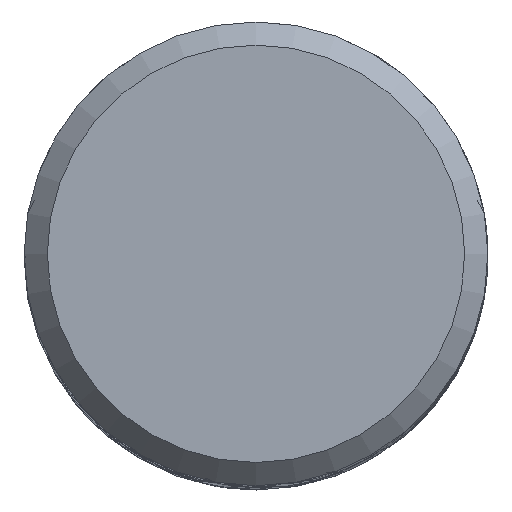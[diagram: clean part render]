
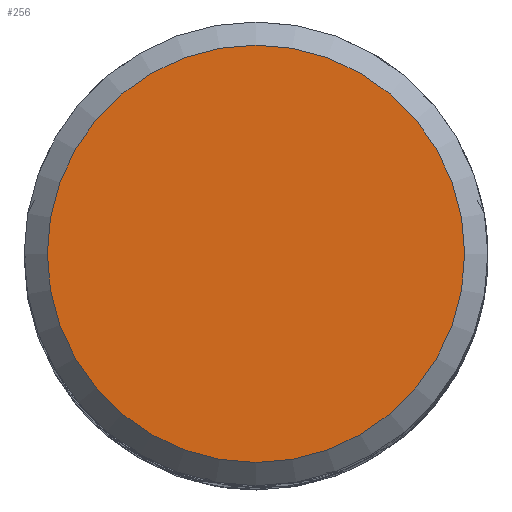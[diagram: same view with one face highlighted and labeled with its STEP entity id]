
A CAD part, top view. The second image highlights one B-rep face of the part: STEP entity #256.
In plain terms, the highlighted planar face has unit normal (0, 0, 1).
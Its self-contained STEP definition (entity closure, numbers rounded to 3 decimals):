
#216 = VERTEX_POINT('', #217);
#217 = CARTESIAN_POINT('', (-3.6, 0., 0.));
#223 = EDGE_CURVE('', #216, #216, #224, .T.);
#224 = CIRCLE('', #225, 3.6);
#225 = AXIS2_PLACEMENT_3D('', #226, #227, #228);
#226 = CARTESIAN_POINT('', (0., 0., 0.));
#227 = DIRECTION('', (0., 0., -1.));
#228 = DIRECTION('', (-1., 0., 0.));
#256 = ADVANCED_FACE('', (#257), #260, .T.);
#257 = FACE_OUTER_BOUND('', #258, .T.);
#258 = EDGE_LOOP('', (#259));
#259 = ORIENTED_EDGE('', *, *, #223, .F.);
#260 = PLANE('', #261);
#261 = AXIS2_PLACEMENT_3D('', #262, #263, #264);
#262 = CARTESIAN_POINT('', (5.6, -5.6, 0.));
#263 = DIRECTION('', (0., 0., 1.));
#264 = DIRECTION('', (0., 1., 0.));
